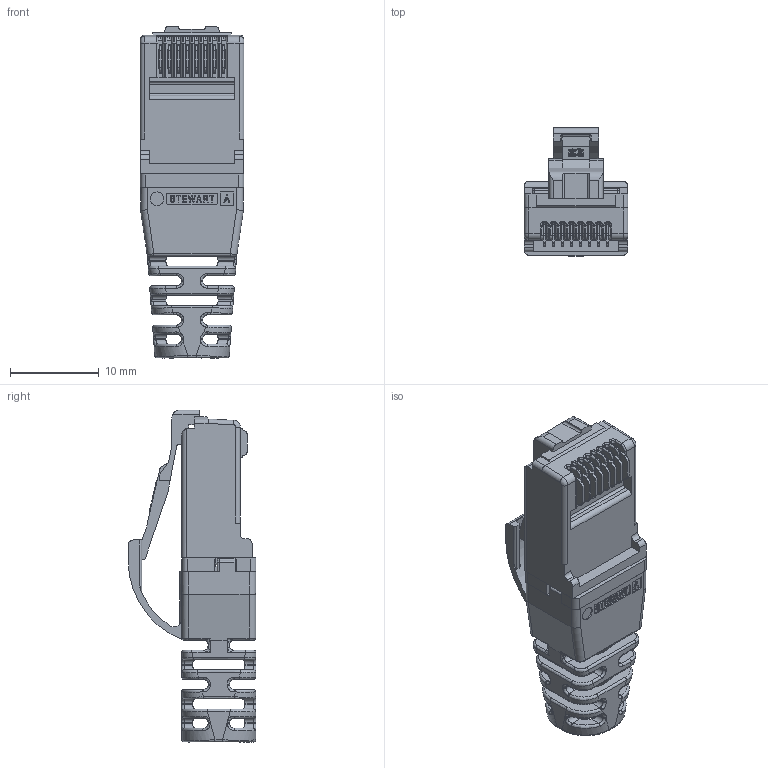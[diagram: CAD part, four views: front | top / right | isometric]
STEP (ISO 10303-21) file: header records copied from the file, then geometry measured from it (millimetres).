
FILE_DESCRIPTION (( 'STEP AP214' ), '1' );
FILE_NAME ('TSP6088.STEP', '2018-04-09T13:14:16', ( '' ), ( '' ), 'SwSTEP 2.0', 'SolidWorks 2017', '' );
FILE_SCHEMA (( 'AUTOMOTIVE_DESIGN' ));
Length unit declared in the file: inch
Products named in the file (5): 1AD02-016-CONTACT; 1AD02-016-LOAD BAR; 1AD02-016-BOOT; 1AD02-016-BODY; TSP6088
Assembly tree (11 placements, depth 2):
  TSP6088
    1AD02-016-BODY
    1AD02-016-BOOT
    1AD02-016-LOAD BAR
    1AD02-016-CONTACT  x8
Bounding box: 11.68 x 14.4 x 37.44 mm (x, y, z)
Volume: 1728.2 mm3; surface area: 4225.4 mm2
Topology: 11 solids, 11 shells, 1719 faces, 4659 edges, 2928 vertices
Faces by surface type: plane 784, cylinder 502, bspline 319, torus 62, sphere 28, cone 24
Full cylindrical faces by diameter (mm): 1.524 x1, 6.35 x1
Entity records: 60542 total; most frequent: CARTESIAN_POINT 28164, ORIENTED_EDGE 7390, DIRECTION 5852, EDGE_CURVE 3695, VERTEX_POINT 2306, LINE 1992, VECTOR 1992, AXIS2_PLACEMENT_3D 1930
